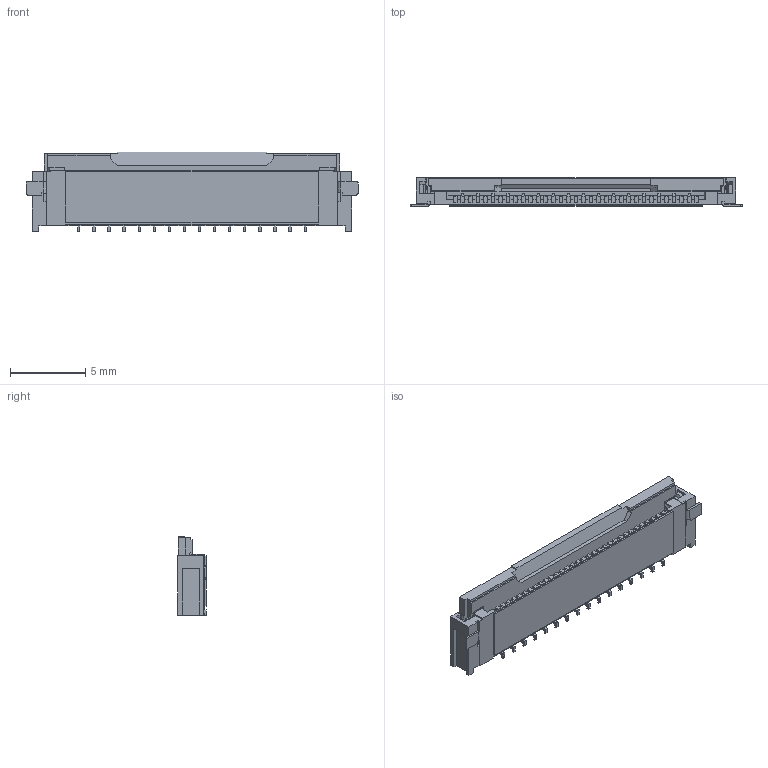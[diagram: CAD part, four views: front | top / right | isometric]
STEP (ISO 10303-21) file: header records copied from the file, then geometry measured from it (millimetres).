
FILE_DESCRIPTION((''),'2;1');
FILE_NAME('2005280160','2019-02-22T',('gga'),(''),'PRO/ENGINEER BY PARAMETRIC TECHNOLOGY CORPORATION, 2016010','PRO/ENGINEER BY PARAMETRIC TECHNOLOGY CORPORATION, 2016010','');
FILE_SCHEMA(('CONFIG_CONTROL_DESIGN'));
Length unit declared in the file: millimetre
Products named in the file (1): 2005280160
Bounding box: 22 x 1.9 x 5.3 mm (x, y, z)
Volume: 125.9 mm3; surface area: 495.1 mm2
Topology: 1 solids, 1 shells, 1044 faces, 3209 edges, 2136 vertices
Faces by surface type: plane 987, cylinder 57
Entity records: 35118 total; most frequent: CARTESIAN_POINT 6346, ORIENTED_EDGE 6274, DIRECTION 5441, EDGE_CURVE 3137, VECTOR 3055, LINE 3055, VERTEX_POINT 2064, AXIS2_PLACEMENT_3D 1193
